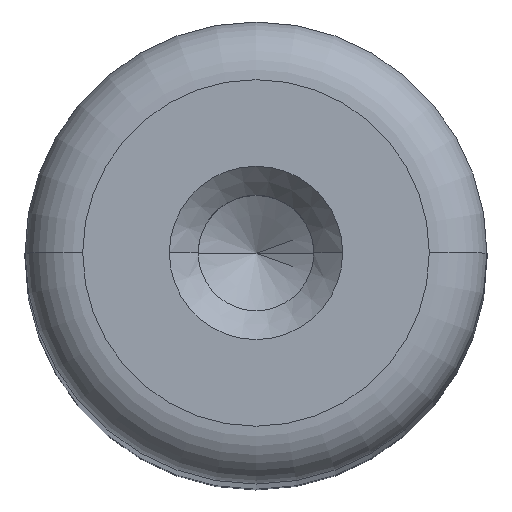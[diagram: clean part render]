
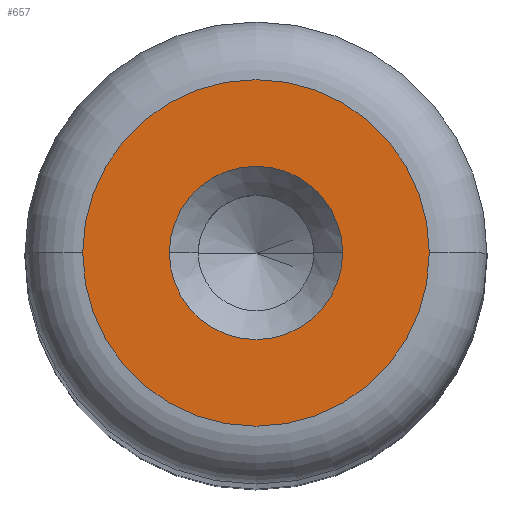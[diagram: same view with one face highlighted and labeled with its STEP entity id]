
A CAD part, top view. The second image highlights one B-rep face of the part: STEP entity #657.
In plain terms, the highlighted planar face has unit normal (0, 0, 1).
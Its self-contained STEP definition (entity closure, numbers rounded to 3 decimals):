
#1 = DIRECTION ( 'NONE',  ( 1., 0., 0. ) ) ;
#18 = EDGE_CURVE ( 'NONE', #872, #705, #1317, .T. ) ;
#27 = CARTESIAN_POINT ( 'NONE',  ( 1.5, 0., 60. ) ) ;
#29 = PLANE ( 'NONE',  #606 ) ;
#53 = ORIENTED_EDGE ( 'NONE', *, *, #502, .T. ) ;
#70 = CARTESIAN_POINT ( 'NONE',  ( 3., 0., 60. ) ) ;
#130 = EDGE_CURVE ( 'NONE', #1113, #1172, #625, .T. ) ;
#156 = DIRECTION ( 'NONE',  ( 1., 0., 0. ) ) ;
#211 = EDGE_LOOP ( 'NONE', ( #841, #363 ) ) ;
#240 = CARTESIAN_POINT ( 'NONE',  ( 0., 0., 60. ) ) ;
#248 = DIRECTION ( 'NONE',  ( 1., 0., 0. ) ) ;
#288 = CARTESIAN_POINT ( 'NONE',  ( -1.5, 0., 60. ) ) ;
#363 = ORIENTED_EDGE ( 'NONE', *, *, #395, .F. ) ;
#395 = EDGE_CURVE ( 'NONE', #705, #872, #480, .T. ) ;
#443 = DIRECTION ( 'NONE',  ( 1., 0., 0. ) ) ;
#445 = CARTESIAN_POINT ( 'NONE',  ( -3., 0., 60. ) ) ;
#458 = DIRECTION ( 'NONE',  ( 0., 0., 1. ) ) ;
#480 = CIRCLE ( 'NONE', #640, 1.5 ) ;
#502 = EDGE_CURVE ( 'NONE', #1172, #1113, #664, .T. ) ;
#555 = AXIS2_PLACEMENT_3D ( 'NONE', #240, #1408, #443 ) ;
#606 = AXIS2_PLACEMENT_3D ( 'NONE', #1344, #878, #156 ) ;
#625 = CIRCLE ( 'NONE', #1447, 3. ) ;
#640 = AXIS2_PLACEMENT_3D ( 'NONE', #1417, #726, #1 ) ;
#657 = ADVANCED_FACE ( 'NONE', ( #1023, #1386 ), #29, .T. ) ;
#664 = CIRCLE ( 'NONE', #1169, 3. ) ;
#705 = VERTEX_POINT ( 'NONE', #288 ) ;
#714 = DIRECTION ( 'NONE',  ( 1., 0., 0. ) ) ;
#726 = DIRECTION ( 'NONE',  ( 0., 0., 1. ) ) ;
#734 = ORIENTED_EDGE ( 'NONE', *, *, #130, .T. ) ;
#754 = CARTESIAN_POINT ( 'NONE',  ( 0., 0., 60. ) ) ;
#841 = ORIENTED_EDGE ( 'NONE', *, *, #18, .F. ) ;
#872 = VERTEX_POINT ( 'NONE', #27 ) ;
#878 = DIRECTION ( 'NONE',  ( 0., 0., 1. ) ) ;
#1023 = FACE_BOUND ( 'NONE', #211, .T. ) ;
#1052 = CARTESIAN_POINT ( 'NONE',  ( 0., 0., 60. ) ) ;
#1113 = VERTEX_POINT ( 'NONE', #70 ) ;
#1169 = AXIS2_PLACEMENT_3D ( 'NONE', #754, #1404, #714 ) ;
#1172 = VERTEX_POINT ( 'NONE', #445 ) ;
#1225 = EDGE_LOOP ( 'NONE', ( #734, #53 ) ) ;
#1317 = CIRCLE ( 'NONE', #555, 1.5 ) ;
#1344 = CARTESIAN_POINT ( 'NONE',  ( 0., 0., 60. ) ) ;
#1386 = FACE_OUTER_BOUND ( 'NONE', #1225, .T. ) ;
#1404 = DIRECTION ( 'NONE',  ( 0., 0., 1. ) ) ;
#1408 = DIRECTION ( 'NONE',  ( 0., 0., 1. ) ) ;
#1417 = CARTESIAN_POINT ( 'NONE',  ( 0., 0., 60. ) ) ;
#1447 = AXIS2_PLACEMENT_3D ( 'NONE', #1052, #458, #248 ) ;
